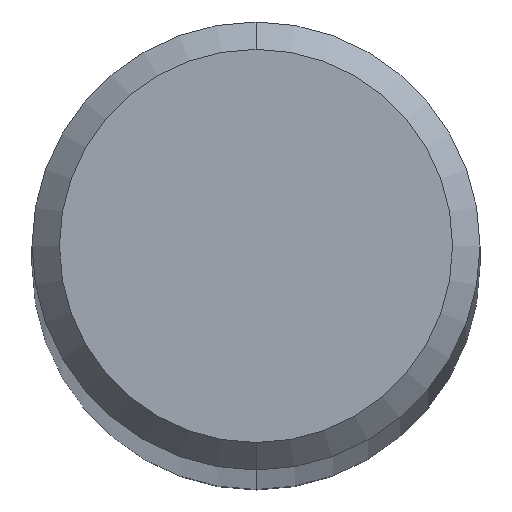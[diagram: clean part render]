
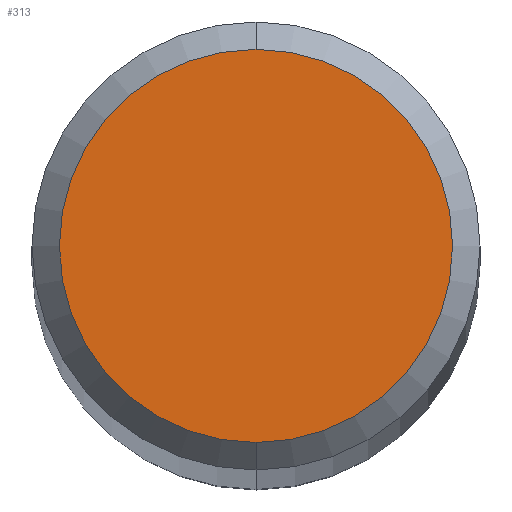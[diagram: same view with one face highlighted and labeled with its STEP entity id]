
A CAD part, top view. The second image highlights one B-rep face of the part: STEP entity #313.
In plain terms, the highlighted planar face has unit normal (0, 0, 1).
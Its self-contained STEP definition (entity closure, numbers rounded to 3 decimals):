
#149=VERTEX_POINT('',#383);
#197=EDGE_CURVE('',#149,#213,#440,.T.);
#213=VERTEX_POINT('',#457);
#291=EDGE_CURVE('',#213,#149,#545,.T.);
#313=ADVANCED_FACE('',(#567),#568,.T.);
#383=CARTESIAN_POINT('',(0.0,2.15,0.0));
#440=CIRCLE('',#706,2.15);
#457=CARTESIAN_POINT('',(0.,-2.15,0.0));
#545=CIRCLE('',#838,2.15);
#567=FACE_OUTER_BOUND('',#871,.T.);
#568=PLANE('',#872);
#706=AXIS2_PLACEMENT_3D('',#1041,#1042,#1043);
#838=AXIS2_PLACEMENT_3D('',#1165,#1166,#1167);
#871=EDGE_LOOP('',(#1182,#1183));
#872=AXIS2_PLACEMENT_3D('',#1184,#1185,#1186);
#1041=CARTESIAN_POINT('',(0.0,0.0,0.0));
#1042=DIRECTION('',(0.0,0.0,-1.0));
#1043=DIRECTION('',(0.0,1.0,0.0));
#1165=CARTESIAN_POINT('',(0.0,0.0,0.0));
#1166=DIRECTION('',(0.0,0.0,-1.0));
#1167=DIRECTION('',(0.0,1.0,0.0));
#1182=ORIENTED_EDGE('',*,*,#197,.F.);
#1183=ORIENTED_EDGE('',*,*,#291,.F.);
#1184=CARTESIAN_POINT('',(0.0,1.075,0.0));
#1185=DIRECTION('',(-0.0,0.0,1.0));
#1186=DIRECTION('',(0.0,-1.0,0.0));
